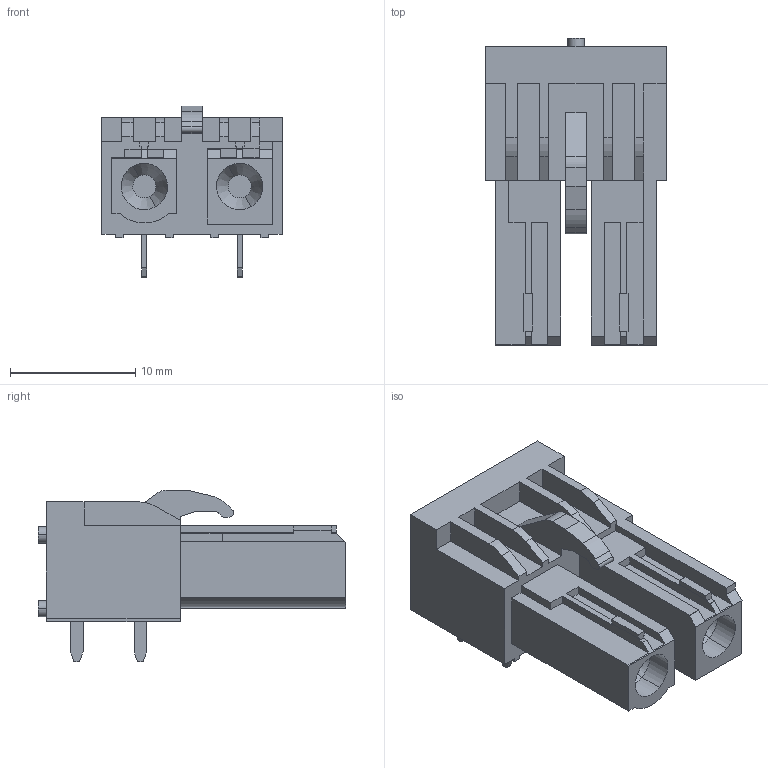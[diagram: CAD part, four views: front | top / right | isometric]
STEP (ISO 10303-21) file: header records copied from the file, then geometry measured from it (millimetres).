
FILE_DESCRIPTION(('CATIA V5 STEP Exchange','CAx-IF Rec.Pracs.--- Model Styling and Organization---1.2---2011-12-15'),'2;1');
FILE_NAME ('D1447579_0_1043230000_1043230000.stp','2018-09-18T06:56:27+00:00',('none'),('Weidmueller'),'CATIA Version 5-6 Release 2014','CATIA V5 STEP AP214','none');
FILE_SCHEMA(('AUTOMOTIVE_DESIGN { 1 0 10303 214 1 1 1 1 }'));
Length unit declared in the file: millimetre
Products named in the file (1): 1043230000
Bounding box: 14.42 x 24.54 x 13.74 mm (x, y, z)
Volume: 1988 mm3; surface area: 1670.4 mm2
Topology: 5 solids, 5 shells, 168 faces, 457 edges, 304 vertices
Faces by surface type: plane 138, cylinder 26, cone 4
Entity records: 4955 total; most frequent: ORIENTED_EDGE 914, CARTESIAN_POINT 879, DIRECTION 691, EDGE_CURVE 457, VECTOR 401, LINE 401, VERTEX_POINT 304, AXIS2_PLACEMENT_3D 174
